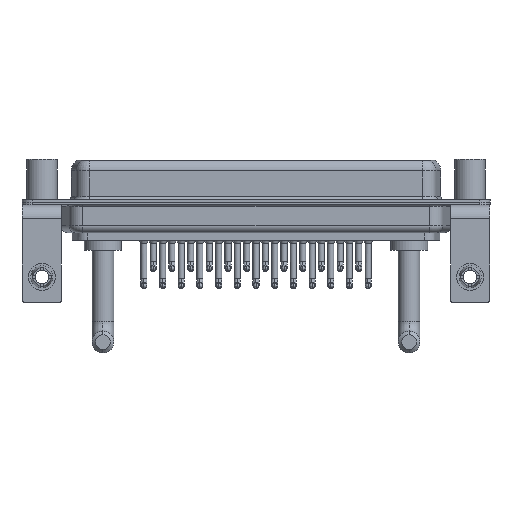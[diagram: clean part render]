
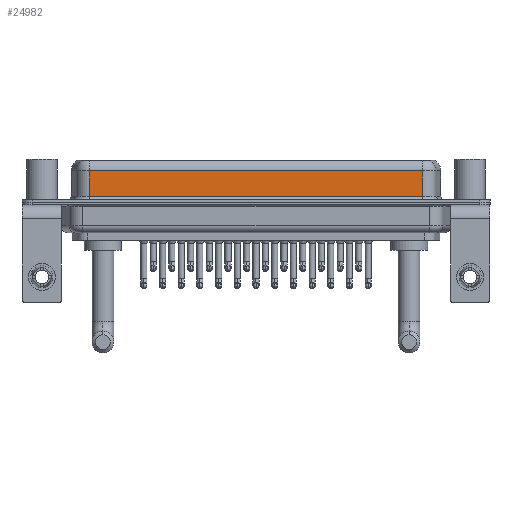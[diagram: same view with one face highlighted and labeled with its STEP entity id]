
A CAD part, front view. The second image highlights one B-rep face of the part: STEP entity #24982.
In plain terms, the highlighted planar face has unit normal (0, -1, 0).
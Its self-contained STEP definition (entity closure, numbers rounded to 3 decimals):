
#1528 = VERTEX_POINT ( 'NONE', #2491 ) ;
#1863 = DIRECTION ( 'NONE',  ( 1., 0., 0. ) ) ;
#2432 = AXIS2_PLACEMENT_3D ( 'NONE', #28730, #17291, #17873 ) ;
#2491 = CARTESIAN_POINT ( 'NONE',  ( 56.462, -3.95, 0.9 ) ) ;
#5117 = CARTESIAN_POINT ( 'NONE',  ( 7.038, -3.95, 0.9 ) ) ;
#6202 = CARTESIAN_POINT ( 'NONE',  ( 56.462, -3.95, 4.65 ) ) ;
#6223 = CARTESIAN_POINT ( 'NONE',  ( 56.462, -3.95, 4.65 ) ) ;
#6425 = LINE ( 'NONE', #10398, #19094 ) ;
#6649 = EDGE_LOOP ( 'NONE', ( #17107, #20578, #11232, #14288 ) ) ;
#7546 = EDGE_CURVE ( 'NONE', #9715, #1528, #6425, .T. ) ;
#7671 = LINE ( 'NONE', #12506, #12745 ) ;
#8395 = PLANE ( 'NONE',  #2432 ) ;
#9715 = VERTEX_POINT ( 'NONE', #5117 ) ;
#10398 = CARTESIAN_POINT ( 'NONE',  ( 56.462, -3.95, 0.9 ) ) ;
#10889 = FACE_OUTER_BOUND ( 'NONE', #6649, .T. ) ;
#11232 = ORIENTED_EDGE ( 'NONE', *, *, #24877, .T. ) ;
#11559 = EDGE_CURVE ( 'NONE', #23199, #1528, #14718, .T. ) ;
#12506 = CARTESIAN_POINT ( 'NONE',  ( 7.038, -3.95, 6.4 ) ) ;
#12745 = VECTOR ( 'NONE', #23325, 1000. ) ;
#12782 = VERTEX_POINT ( 'NONE', #21815 ) ;
#14037 = DIRECTION ( 'NONE',  ( 0., 0., -1. ) ) ;
#14288 = ORIENTED_EDGE ( 'NONE', *, *, #7546, .T. ) ;
#14718 = LINE ( 'NONE', #18261, #14723 ) ;
#14723 = VECTOR ( 'NONE', #14037, 1000. ) ;
#14842 = LINE ( 'NONE', #6202, #22908 ) ;
#17107 = ORIENTED_EDGE ( 'NONE', *, *, #11559, .F. ) ;
#17291 = DIRECTION ( 'NONE',  ( 0., 1., 0. ) ) ;
#17873 = DIRECTION ( 'NONE',  ( 0., 0., 1. ) ) ;
#18261 = CARTESIAN_POINT ( 'NONE',  ( 56.462, -3.95, 6.4 ) ) ;
#19094 = VECTOR ( 'NONE', #1863, 1000. ) ;
#19221 = DIRECTION ( 'NONE',  ( -1., 0., 0. ) ) ;
#20578 = ORIENTED_EDGE ( 'NONE', *, *, #21656, .T. ) ;
#21656 = EDGE_CURVE ( 'NONE', #23199, #12782, #14842, .T. ) ;
#21815 = CARTESIAN_POINT ( 'NONE',  ( 7.038, -3.95, 4.65 ) ) ;
#22908 = VECTOR ( 'NONE', #19221, 1000. ) ;
#23199 = VERTEX_POINT ( 'NONE', #6223 ) ;
#23325 = DIRECTION ( 'NONE',  ( 0., 0., -1. ) ) ;
#24877 = EDGE_CURVE ( 'NONE', #12782, #9715, #7671, .T. ) ;
#24982 = ADVANCED_FACE ( 'NONE', ( #10889 ), #8395, .F. ) ;
#28730 = CARTESIAN_POINT ( 'NONE',  ( 56.462, -3.95, 6.4 ) ) ;
